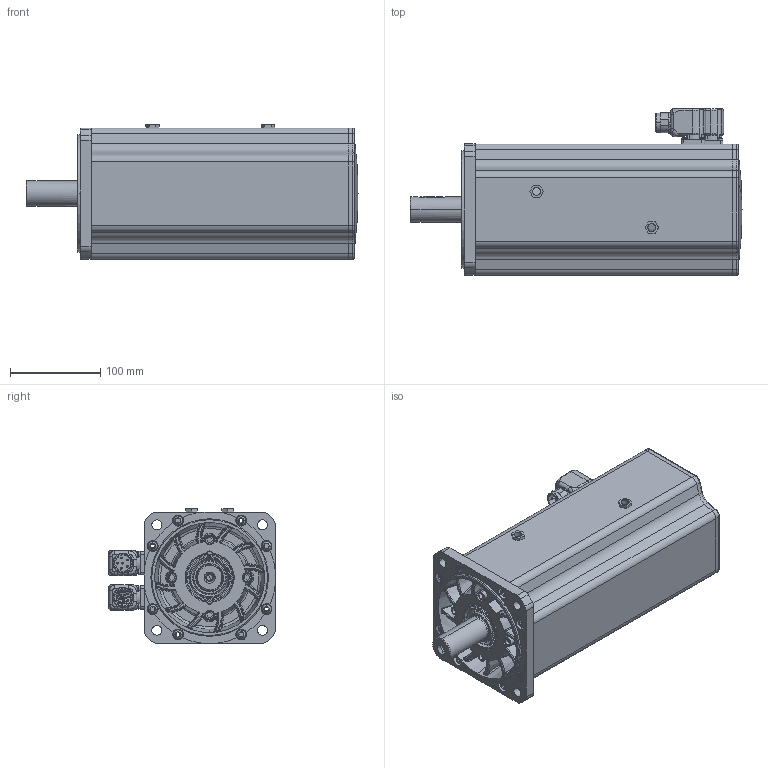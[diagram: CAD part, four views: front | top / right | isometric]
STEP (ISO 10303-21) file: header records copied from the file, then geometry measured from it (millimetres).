
FILE_DESCRIPTION((''),'2;1');
FILE_NAME('U30730C153_67876N-0','2016-06-04T',('zhangyanli'),(''),'PRO/ENGINEER BY PARAMETRIC TECHNOLOGY CORPORATION, 2010430','PRO/ENGINEER BY PARAMETRIC TECHNOLOGY CORPORATION, 2010430','');
FILE_SCHEMA(('CONFIG_CONTROL_DESIGN'));
Length unit declared in the file: millimetre
Products named in the file (1): U30730C153_67876N-0
Bounding box: 367.2 x 184 x 148.5 mm (x, y, z)
Surface area: 347014.8 mm2 (no closed solid volume)
Topology: 0 solids, 79 shells, 810 faces, 2817 edges, 1998 vertices
Faces by surface type: cylinder 216, plane 186, bspline 137, torus 127, cone 94, sphere 50
Entity records: 38391 total; most frequent: CARTESIAN_POINT 15317, DIRECTION 4900, ORIENTED_EDGE 4287, EDGE_CURVE 2815, AXIS2_PLACEMENT_3D 2030, VERTEX_POINT 1998, CIRCLE 1357, EDGE_LOOP 908
